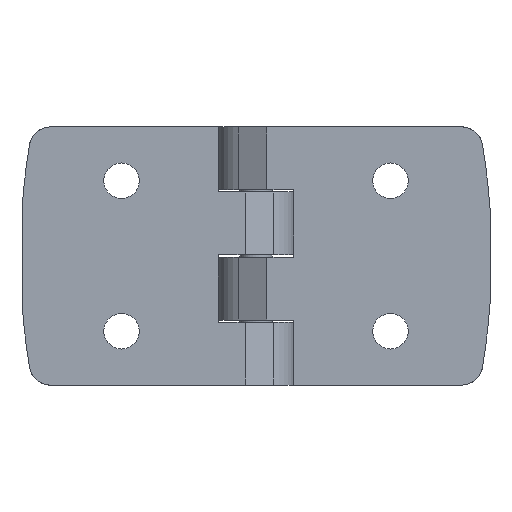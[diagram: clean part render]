
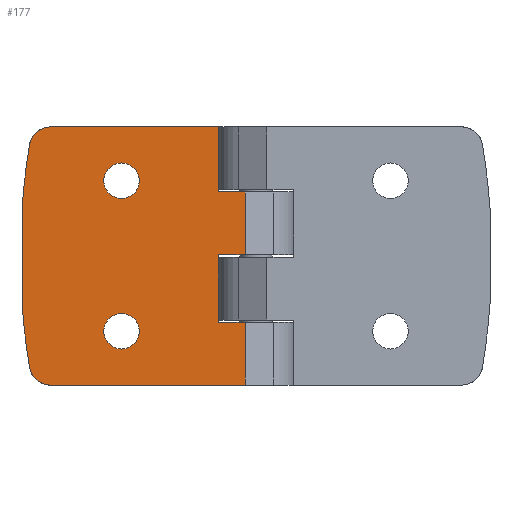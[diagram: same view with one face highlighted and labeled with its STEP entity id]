
A CAD part, front view. The second image highlights one B-rep face of the part: STEP entity #177.
In plain terms, the highlighted planar face has unit normal (0, -1, 0).
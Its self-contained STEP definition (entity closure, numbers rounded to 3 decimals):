
#177 = ADVANCED_FACE( '', ( #376, #377, #378 ), #379, .F. );
#376 = FACE_BOUND( '', #573, .T. );
#377 = FACE_BOUND( '', #574, .T. );
#378 = FACE_OUTER_BOUND( '', #575, .T. );
#379 = PLANE( '', #576 );
#573 = EDGE_LOOP( '', ( #1030 ) );
#574 = EDGE_LOOP( '', ( #1031 ) );
#575 = EDGE_LOOP( '', ( #1032, #1033, #1034, #1035, #1036, #1037, #1038, #1039, #1040, #1041, #1042, #1043, #1044, #1045 ) );
#576 = AXIS2_PLACEMENT_3D( '', #1046, #1047, #1048 );
#1030 = ORIENTED_EDGE( '', *, *, #1206, .T. );
#1031 = ORIENTED_EDGE( '', *, *, #1126, .T. );
#1032 = ORIENTED_EDGE( '', *, *, #1275, .F. );
#1033 = ORIENTED_EDGE( '', *, *, #1245, .F. );
#1034 = ORIENTED_EDGE( '', *, *, #1142, .T. );
#1035 = ORIENTED_EDGE( '', *, *, #1276, .F. );
#1036 = ORIENTED_EDGE( '', *, *, #1221, .F. );
#1037 = ORIENTED_EDGE( '', *, *, #1208, .T. );
#1038 = ORIENTED_EDGE( '', *, *, #1201, .F. );
#1039 = ORIENTED_EDGE( '', *, *, #1218, .F. );
#1040 = ORIENTED_EDGE( '', *, *, #1224, .F. );
#1041 = ORIENTED_EDGE( '', *, *, #1196, .T. );
#1042 = ORIENTED_EDGE( '', *, *, #1169, .F. );
#1043 = ORIENTED_EDGE( '', *, *, #1113, .F. );
#1044 = ORIENTED_EDGE( '', *, *, #1155, .F. );
#1045 = ORIENTED_EDGE( '', *, *, #1264, .F. );
#1046 = CARTESIAN_POINT( '', ( -43.5, -9., 24. ) );
#1047 = DIRECTION( '', ( 0., 1., 0. ) );
#1048 = DIRECTION( '', ( 0., 0., 1. ) );
#1113 = EDGE_CURVE( '', #1324, #1326, #1327, .T. );
#1126 = EDGE_CURVE( '', #1348, #1348, #1349, .T. );
#1142 = EDGE_CURVE( '', #1377, #1374, #1378, .T. );
#1155 = EDGE_CURVE( '', #1397, #1324, #1399, .T. );
#1169 = EDGE_CURVE( '', #1326, #1420, #1421, .T. );
#1196 = EDGE_CURVE( '', #1464, #1420, #1465, .T. );
#1201 = EDGE_CURVE( '', #1469, #1472, #1473, .T. );
#1206 = EDGE_CURVE( '', #1480, #1480, #1481, .T. );
#1208 = EDGE_CURVE( '', #1483, #1472, #1484, .T. );
#1218 = EDGE_CURVE( '', #1498, #1469, #1500, .T. );
#1221 = EDGE_CURVE( '', #1483, #1503, #1504, .T. );
#1224 = EDGE_CURVE( '', #1464, #1498, #1507, .T. );
#1245 = EDGE_CURVE( '', #1377, #1532, #1533, .T. );
#1264 = EDGE_CURVE( '', #1552, #1397, #1554, .T. );
#1275 = EDGE_CURVE( '', #1532, #1552, #1566, .T. );
#1276 = EDGE_CURVE( '', #1503, #1374, #1567, .T. );
#1324 = VERTEX_POINT( '', #1628 );
#1326 = VERTEX_POINT( '', #1631 );
#1327 = LINE( '', #1632, #1633 );
#1348 = VERTEX_POINT( '', #1658 );
#1349 = CIRCLE( '', #1659, 3.3 );
#1374 = VERTEX_POINT( '', #1691 );
#1377 = VERTEX_POINT( '', #1695 );
#1378 = LINE( '', #1696, #1697 );
#1397 = VERTEX_POINT( '', #1721 );
#1399 = LINE( '', #1724, #1725 );
#1420 = VERTEX_POINT( '', #1766 );
#1421 = LINE( '', #1767, #1768 );
#1464 = VERTEX_POINT( '', #2112 );
#1465 = LINE( '', #2113, #2114 );
#1469 = VERTEX_POINT( '', #2120 );
#1472 = VERTEX_POINT( '', #2124 );
#1473 = LINE( '', #2125, #2126 );
#1480 = VERTEX_POINT( '', #2135 );
#1481 = CIRCLE( '', #2136, 3.3 );
#1483 = VERTEX_POINT( '', #2138 );
#1484 = LINE( '', #2139, #2140 );
#1498 = VERTEX_POINT( '', #2157 );
#1500 = LINE( '', #2160, #2161 );
#1503 = VERTEX_POINT( '', #2164 );
#1504 = CIRCLE( '', #2165, 4. );
#1507 = LINE( '', #2169, #2170 );
#1532 = VERTEX_POINT( '', #2301 );
#1533 = CIRCLE( '', #2302, 125.64 );
#1552 = VERTEX_POINT( '', #2328 );
#1554 = LINE( '', #2331, #2332 );
#1566 = CIRCLE( '', #2349, 4. );
#1567 = CIRCLE( '', #2350, 125.64 );
#1628 = CARTESIAN_POINT( '', ( -7., -9., 11.9 ) );
#1631 = CARTESIAN_POINT( '', ( -2., -9., 11.9 ) );
#1632 = CARTESIAN_POINT( '', ( -7., -9., 11.9 ) );
#1633 = VECTOR( '', #2391, 1000. );
#1658 = CARTESIAN_POINT( '', ( -25., -9., 17.3 ) );
#1659 = AXIS2_PLACEMENT_3D( '', #2414, #2415, #2416 );
#1691 = CARTESIAN_POINT( '', ( -43.5, -9., -8.871 ) );
#1695 = CARTESIAN_POINT( '', ( -43.5, -9., 8.871 ) );
#1696 = CARTESIAN_POINT( '', ( -43.5, -9., 24. ) );
#1697 = VECTOR( '', #2440, 1000. );
#1721 = CARTESIAN_POINT( '', ( -7., -9., 24. ) );
#1724 = CARTESIAN_POINT( '', ( -7., -9., 24.4 ) );
#1725 = VECTOR( '', #2456, 1000. );
#1766 = CARTESIAN_POINT( '', ( -2., -9., 0.2 ) );
#1767 = CARTESIAN_POINT( '', ( -2., -9., 24. ) );
#1768 = VECTOR( '', #2471, 1000. );
#2112 = CARTESIAN_POINT( '', ( -7., -9., 0.2 ) );
#2113 = CARTESIAN_POINT( '', ( -7., -9., 0.2 ) );
#2114 = VECTOR( '', #2503, 1000. );
#2120 = CARTESIAN_POINT( '', ( -2., -9., -12.3 ) );
#2124 = CARTESIAN_POINT( '', ( -2., -9., -24. ) );
#2125 = CARTESIAN_POINT( '', ( -2., -9., 24. ) );
#2126 = VECTOR( '', #2507, 1000. );
#2135 = CARTESIAN_POINT( '', ( -25., -9., -10.7 ) );
#2136 = AXIS2_PLACEMENT_3D( '', #2513, #2514, #2515 );
#2138 = CARTESIAN_POINT( '', ( -38.158, -9., -24. ) );
#2139 = CARTESIAN_POINT( '', ( -43.5, -9., -24. ) );
#2140 = VECTOR( '', #2516, 1000. );
#2157 = CARTESIAN_POINT( '', ( -7., -9., -12.3 ) );
#2160 = CARTESIAN_POINT( '', ( -7., -9., -12.3 ) );
#2161 = VECTOR( '', #2533, 1000. );
#2164 = CARTESIAN_POINT( '', ( -42.104, -9., -20.658 ) );
#2165 = AXIS2_PLACEMENT_3D( '', #2537, #2538, #2539 );
#2169 = CARTESIAN_POINT( '', ( -7., -9., 0.2 ) );
#2170 = VECTOR( '', #2541, 1000. );
#2301 = CARTESIAN_POINT( '', ( -42.104, -9., 20.658 ) );
#2302 = AXIS2_PLACEMENT_3D( '', #2555, #2556, #2557 );
#2328 = CARTESIAN_POINT( '', ( -38.158, -9., 24. ) );
#2331 = CARTESIAN_POINT( '', ( -43.5, -9., 24. ) );
#2332 = VECTOR( '', #2566, 1000. );
#2349 = AXIS2_PLACEMENT_3D( '', #2572, #2573, #2574 );
#2350 = AXIS2_PLACEMENT_3D( '', #2575, #2576, #2577 );
#2391 = DIRECTION( '', ( 1., 0., 0. ) );
#2414 = CARTESIAN_POINT( '', ( -25., -9., 14. ) );
#2415 = DIRECTION( '', ( 0., 1., 0. ) );
#2416 = DIRECTION( '', ( 0., 0., 1. ) );
#2440 = DIRECTION( '', ( 0., 0., -1. ) );
#2456 = DIRECTION( '', ( 0., 0., -1. ) );
#2471 = DIRECTION( '', ( 0., 0., -1. ) );
#2503 = DIRECTION( '', ( 1., 0., 0. ) );
#2507 = DIRECTION( '', ( 0., 0., -1. ) );
#2513 = CARTESIAN_POINT( '', ( -25., -9., -14. ) );
#2514 = DIRECTION( '', ( 0., 1., 0. ) );
#2515 = DIRECTION( '', ( 0., 0., 1. ) );
#2516 = DIRECTION( '', ( 1., 0., 0. ) );
#2533 = DIRECTION( '', ( 1., 0., 0. ) );
#2537 = CARTESIAN_POINT( '', ( -38.158, -9., -20. ) );
#2538 = DIRECTION( '', ( 0., 1., 0. ) );
#2539 = DIRECTION( '', ( 1., 0., 0. ) );
#2541 = DIRECTION( '', ( 0., 0., -1. ) );
#2555 = CARTESIAN_POINT( '', ( 81.827, -9., 0. ) );
#2556 = DIRECTION( '', ( 0., 1., 0. ) );
#2557 = DIRECTION( '', ( 1., 0., 0. ) );
#2566 = DIRECTION( '', ( 1., 0., 0. ) );
#2572 = CARTESIAN_POINT( '', ( -38.158, -9., 20. ) );
#2573 = DIRECTION( '', ( 0., 1., 0. ) );
#2574 = DIRECTION( '', ( 1., 0., 0. ) );
#2575 = CARTESIAN_POINT( '', ( 81.827, -9., 0. ) );
#2576 = DIRECTION( '', ( 0., 1., 0. ) );
#2577 = DIRECTION( '', ( 1., 0., 0. ) );
